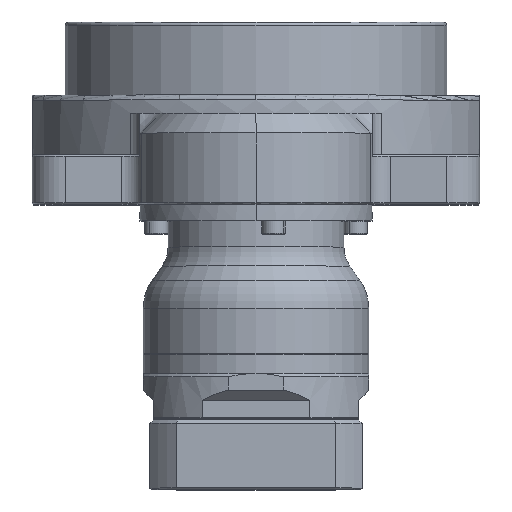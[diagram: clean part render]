
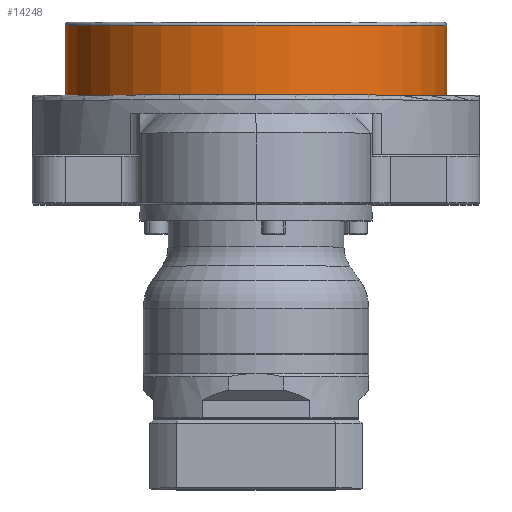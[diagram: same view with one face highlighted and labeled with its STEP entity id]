
A CAD part, top view. The second image highlights one B-rep face of the part: STEP entity #14248.
In plain terms, the highlighted cylindrical face has radius 57.5 mm (diameter 115 mm), a partial arc.
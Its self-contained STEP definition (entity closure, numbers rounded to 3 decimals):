
#705 = CARTESIAN_POINT ( 'NONE',  ( -57.5, 54., 0. ) ) ;
#4197 = DIRECTION ( 'NONE',  ( 0., -1., 0. ) ) ;
#5524 = EDGE_CURVE ( 'NONE', #20468, #19247, #20773, .T. ) ;
#5901 = ORIENTED_EDGE ( 'NONE', *, *, #9610, .F. ) ;
#6342 = CARTESIAN_POINT ( 'NONE',  ( 0., 33., 0. ) ) ;
#6575 = CARTESIAN_POINT ( 'NONE',  ( -57.5, 43., 0. ) ) ;
#6710 = CARTESIAN_POINT ( 'NONE',  ( 57.5, 33., 0. ) ) ;
#8722 = ORIENTED_EDGE ( 'NONE', *, *, #5524, .T. ) ;
#9610 = EDGE_CURVE ( 'NONE', #12252, #17537, #23002, .T. ) ;
#10736 = FACE_OUTER_BOUND ( 'NONE', #22785, .T. ) ;
#10824 = ORIENTED_EDGE ( 'NONE', *, *, #12647, .F. ) ;
#11891 = CIRCLE ( 'NONE', #20687, 57.5 ) ;
#11924 = VECTOR ( 'NONE', #17643, 1000. ) ;
#12252 = VERTEX_POINT ( 'NONE', #20386 ) ;
#12647 = EDGE_CURVE ( 'NONE', #20468, #12252, #21316, .T. ) ;
#13296 = DIRECTION ( 'NONE',  ( 0., 1., 0. ) ) ;
#13548 = ORIENTED_EDGE ( 'NONE', *, *, #19695, .T. ) ;
#14248 = ADVANCED_FACE ( 'NONE', ( #10736 ), #14725, .T. ) ;
#14725 = CYLINDRICAL_SURFACE ( 'NONE', #23469, 57.5 ) ;
#14953 = DIRECTION ( 'NONE',  ( 1., 0., 0. ) ) ;
#15611 = DIRECTION ( 'NONE',  ( 0., -1., 0. ) ) ;
#16353 = DIRECTION ( 'NONE',  ( -1., 0., 0. ) ) ;
#16381 = DIRECTION ( 'NONE',  ( -0.128, 0., 0.992 ) ) ;
#16749 = CARTESIAN_POINT ( 'NONE',  ( 57.5, 54., 0. ) ) ;
#17537 = VERTEX_POINT ( 'NONE', #705 ) ;
#17610 = VECTOR ( 'NONE', #13296, 1000. ) ;
#17643 = DIRECTION ( 'NONE',  ( 0., 1., 0. ) ) ;
#19247 = VERTEX_POINT ( 'NONE', #16749 ) ;
#19408 = CARTESIAN_POINT ( 'NONE',  ( 0., 43., 0. ) ) ;
#19695 = EDGE_CURVE ( 'NONE', #19247, #17537, #11891, .T. ) ;
#19994 = CARTESIAN_POINT ( 'NONE',  ( 0., 54., 0. ) ) ;
#20386 = CARTESIAN_POINT ( 'NONE',  ( -57.5, 33., 0. ) ) ;
#20468 = VERTEX_POINT ( 'NONE', #6710 ) ;
#20687 = AXIS2_PLACEMENT_3D ( 'NONE', #19994, #4197, #16353 ) ;
#20773 = LINE ( 'NONE', #25326, #17610 ) ;
#21316 = CIRCLE ( 'NONE', #23735, 57.5 ) ;
#22785 = EDGE_LOOP ( 'NONE', ( #5901, #10824, #8722, #13548 ) ) ;
#23002 = LINE ( 'NONE', #6575, #11924 ) ;
#23469 = AXIS2_PLACEMENT_3D ( 'NONE', #19408, #23786, #14953 ) ;
#23735 = AXIS2_PLACEMENT_3D ( 'NONE', #6342, #15611, #16381 ) ;
#23786 = DIRECTION ( 'NONE',  ( 0., 1., 0. ) ) ;
#25326 = CARTESIAN_POINT ( 'NONE',  ( 57.5, 43., 0. ) ) ;
